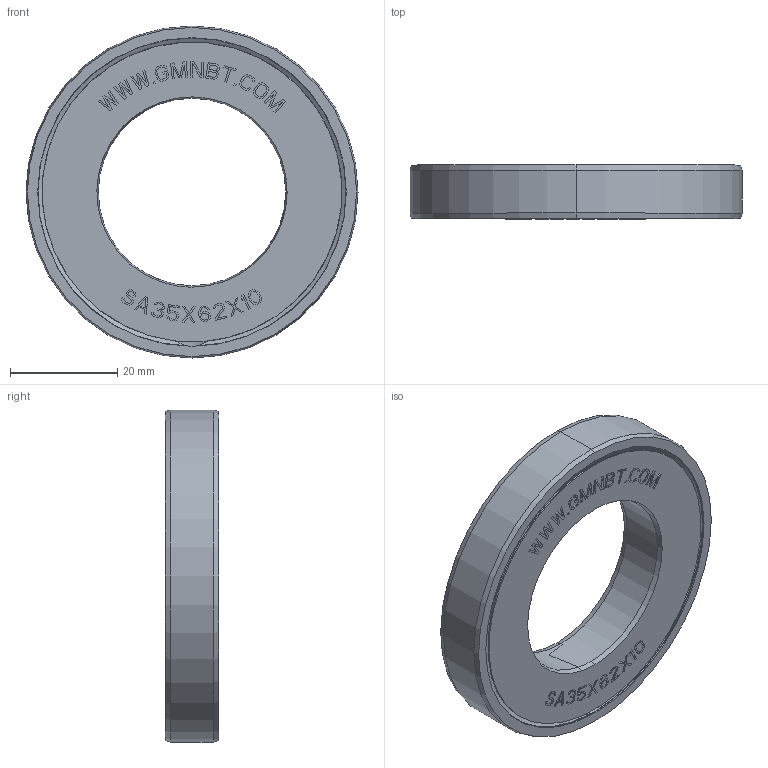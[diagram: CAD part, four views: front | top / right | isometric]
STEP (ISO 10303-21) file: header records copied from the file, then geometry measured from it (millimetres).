
FILE_DESCRIPTION((''),'2;1');
FILE_NAME('SA35X62X10_PRT','2014-11-17T',('sales 4'),(''),'PRO/ENGINEER BY PARAMETRIC TECHNOLOGY CORPORATION, 2013150','PRO/ENGINEER BY PARAMETRIC TECHNOLOGY CORPORATION, 2013150','');
FILE_SCHEMA(('AUTOMOTIVE_DESIGN { 1 0 10303 214 1 1 1 1 }'));
Length unit declared in the file: millimetre
Products named in the file (1): SA35X62X10_PRT
Bounding box: 62 x 10.07 x 62 mm (x, y, z)
Volume: 19129.7 mm3; surface area: 13452.6 mm2
Topology: 2 solids, 2 shells, 694 faces, 1938 edges, 1277 vertices
Faces by surface type: plane 617, cone 32, torus 30, cylinder 15
Entity records: 28598 total; most frequent: CARTESIAN_POINT 4256, ORIENTED_EDGE 3876, DIRECTION 3381, PRESENTATION_STYLE_ASSIGNMENT 2010, STYLED_ITEM 1987, CURVE_STYLE 1938, EDGE_CURVE 1938, VECTOR 1775
